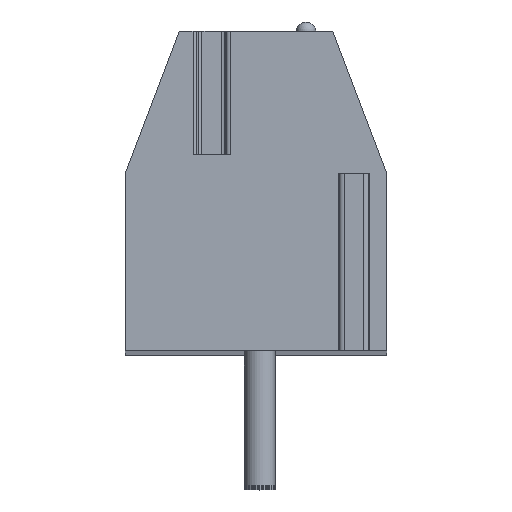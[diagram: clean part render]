
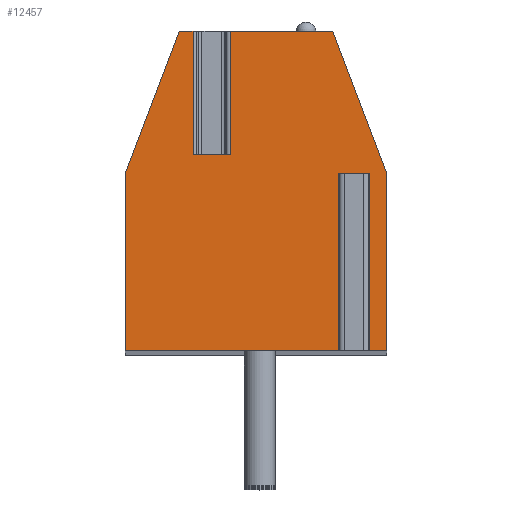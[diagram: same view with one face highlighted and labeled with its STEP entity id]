
A CAD part, top view. The second image highlights one B-rep face of the part: STEP entity #12457.
In plain terms, the highlighted planar face has unit normal (0, 0, 1).
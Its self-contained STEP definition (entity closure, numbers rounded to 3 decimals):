
#14=DIRECTION('',(0.,1.,0.));
#15=VECTOR('',#14,3.2);
#16=CARTESIAN_POINT('',(-1.636,1.,66.675));
#17=LINE('',#16,#15);
#18=DIRECTION('',(1.,0.,0.));
#19=VECTOR('',#18,0.972);
#20=CARTESIAN_POINT('',(-1.636,1.,66.675));
#21=LINE('',#20,#19);
#22=DIRECTION('',(0.,1.,0.));
#23=VECTOR('',#22,3.2);
#24=CARTESIAN_POINT('',(-0.664,1.,66.675));
#25=LINE('',#24,#23);
#26=DIRECTION('',(-1.,0.,0.));
#27=VECTOR('',#26,2.659);
#28=CARTESIAN_POINT('',(1.995,4.2,66.675));
#29=LINE('',#28,#27);
#30=DIRECTION('',(-0.355,0.935,0.));
#31=VECTOR('',#30,3.958);
#32=CARTESIAN_POINT('',(3.4,0.5,66.675));
#33=LINE('',#32,#31);
#34=DIRECTION('',(0.,1.,0.));
#35=VECTOR('',#34,4.6);
#36=CARTESIAN_POINT('',(3.4,-4.1,66.675));
#37=LINE('',#36,#35);
#38=DIRECTION('',(1.,0.,0.));
#39=VECTOR('',#38,0.625);
#40=CARTESIAN_POINT('',(2.775,-4.1,66.675));
#41=LINE('',#40,#39);
#42=DIRECTION('',(0.,1.,0.));
#43=VECTOR('',#42,4.6);
#44=CARTESIAN_POINT('',(2.775,-4.1,66.675));
#45=LINE('',#44,#43);
#46=DIRECTION('',(-1.,0.,0.));
#47=VECTOR('',#46,0.45);
#48=CARTESIAN_POINT('',(2.775,0.5,66.675));
#49=LINE('',#48,#47);
#50=DIRECTION('',(0.,1.,0.));
#51=VECTOR('',#50,4.6);
#52=CARTESIAN_POINT('',(2.325,-4.1,66.675));
#53=LINE('',#52,#51);
#54=DIRECTION('',(1.,0.,0.));
#55=VECTOR('',#54,5.725);
#56=CARTESIAN_POINT('',(-3.4,-4.1,66.675));
#57=LINE('',#56,#55);
#58=DIRECTION('',(0.,-1.,0.));
#59=VECTOR('',#58,4.6);
#60=CARTESIAN_POINT('',(-3.4,0.5,66.675));
#61=LINE('',#60,#59);
#62=DIRECTION('',(-0.355,-0.935,0.));
#63=VECTOR('',#62,3.958);
#64=CARTESIAN_POINT('',(-1.995,4.2,66.675));
#65=LINE('',#64,#63);
#66=DIRECTION('',(-1.,0.,0.));
#67=VECTOR('',#66,0.359);
#68=CARTESIAN_POINT('',(-1.636,4.2,66.675));
#69=LINE('',#68,#67);
#9776=CARTESIAN_POINT('',(-1.995,4.2,66.675));
#9777=CARTESIAN_POINT('',(-3.4,0.5,66.675));
#9778=VERTEX_POINT('',#9776);
#9779=VERTEX_POINT('',#9777);
#9780=CARTESIAN_POINT('',(-3.4,-4.1,66.675));
#9781=VERTEX_POINT('',#9780);
#9782=CARTESIAN_POINT('',(3.4,-4.1,66.675));
#9783=CARTESIAN_POINT('',(3.4,0.5,66.675));
#9784=VERTEX_POINT('',#9782);
#9785=VERTEX_POINT('',#9783);
#9786=CARTESIAN_POINT('',(1.995,4.2,66.675));
#9787=VERTEX_POINT('',#9786);
#9824=CARTESIAN_POINT('',(2.775,0.5,66.675));
#9825=CARTESIAN_POINT('',(2.325,0.5,66.675));
#9826=VERTEX_POINT('',#9824);
#9827=VERTEX_POINT('',#9825);
#9828=CARTESIAN_POINT('',(2.325,-4.1,66.675));
#9829=VERTEX_POINT('',#9828);
#9830=CARTESIAN_POINT('',(2.775,-4.1,66.675));
#9831=VERTEX_POINT('',#9830);
#9892=CARTESIAN_POINT('',(-1.636,1.,66.675));
#9893=CARTESIAN_POINT('',(-1.636,4.2,66.675));
#9894=VERTEX_POINT('',#9892);
#9895=VERTEX_POINT('',#9893);
#9896=CARTESIAN_POINT('',(-0.664,1.,66.675));
#9897=CARTESIAN_POINT('',(-0.664,4.2,66.675));
#9898=VERTEX_POINT('',#9896);
#9899=VERTEX_POINT('',#9897);
#12422=CARTESIAN_POINT('',(0.,0.,66.675));
#12423=DIRECTION('',(0.,0.,1.));
#12424=DIRECTION('',(1.,0.,0.));
#12425=AXIS2_PLACEMENT_3D('',#12422,#12423,#12424);
#12426=PLANE('',#12425);
#12428=ORIENTED_EDGE('',*,*,#12427,.F.);
#12430=ORIENTED_EDGE('',*,*,#12429,.T.);
#12432=ORIENTED_EDGE('',*,*,#12431,.T.);
#12434=ORIENTED_EDGE('',*,*,#12433,.F.);
#12436=ORIENTED_EDGE('',*,*,#12435,.F.);
#12438=ORIENTED_EDGE('',*,*,#12437,.F.);
#12440=ORIENTED_EDGE('',*,*,#12439,.F.);
#12442=ORIENTED_EDGE('',*,*,#12441,.T.);
#12444=ORIENTED_EDGE('',*,*,#12443,.T.);
#12446=ORIENTED_EDGE('',*,*,#12445,.F.);
#12448=ORIENTED_EDGE('',*,*,#12447,.F.);
#12450=ORIENTED_EDGE('',*,*,#12449,.F.);
#12452=ORIENTED_EDGE('',*,*,#12451,.F.);
#12454=ORIENTED_EDGE('',*,*,#12453,.F.);
#12455=EDGE_LOOP('',(#12428,#12430,#12432,#12434,#12436,#12438,#12440,#12442,
#12444,#12446,#12448,#12450,#12452,#12454));
#12456=FACE_OUTER_BOUND('',#12455,.F.);
#12427=EDGE_CURVE('',#9894,#9895,#17,.T.);
#12429=EDGE_CURVE('',#9894,#9898,#21,.T.);
#12431=EDGE_CURVE('',#9898,#9899,#25,.T.);
#12433=EDGE_CURVE('',#9787,#9899,#29,.T.);
#12435=EDGE_CURVE('',#9785,#9787,#33,.T.);
#12437=EDGE_CURVE('',#9784,#9785,#37,.T.);
#12439=EDGE_CURVE('',#9831,#9784,#41,.T.);
#12441=EDGE_CURVE('',#9831,#9826,#45,.T.);
#12443=EDGE_CURVE('',#9826,#9827,#49,.T.);
#12445=EDGE_CURVE('',#9829,#9827,#53,.T.);
#12447=EDGE_CURVE('',#9781,#9829,#57,.T.);
#12449=EDGE_CURVE('',#9779,#9781,#61,.T.);
#12451=EDGE_CURVE('',#9778,#9779,#65,.T.);
#12453=EDGE_CURVE('',#9895,#9778,#69,.T.);
#12457=ADVANCED_FACE('',(#12456),#12426,.T.);
